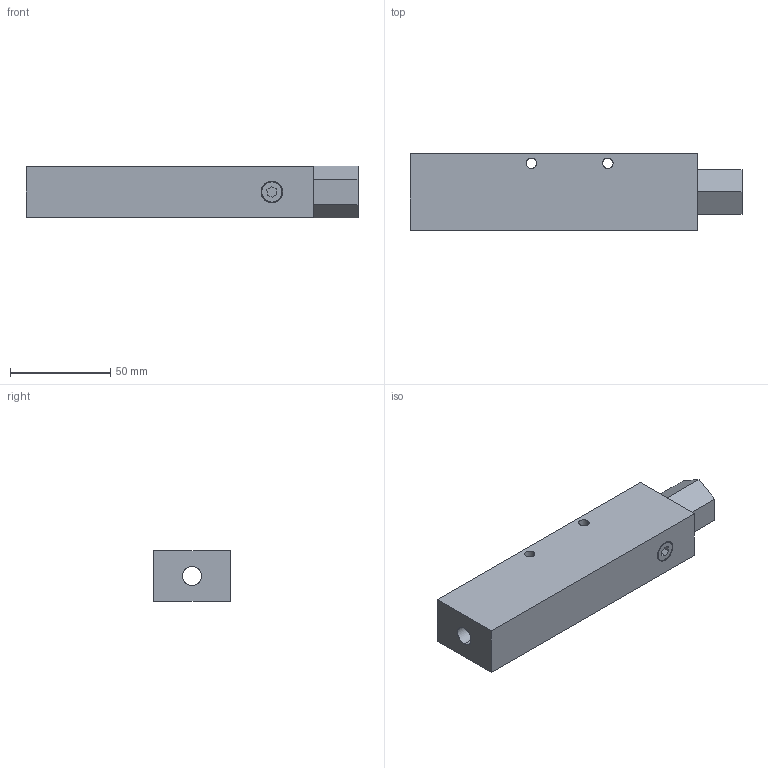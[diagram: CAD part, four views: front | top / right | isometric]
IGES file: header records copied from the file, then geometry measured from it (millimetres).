
Start section: SolidWorks IGES file using analytic representation for surfaces
Global section: file name: RAV375M.IGS; native system: SolidWorks 2008; preprocessor: SolidWorks 2008; author: Lee; date: 090615.161847; units: inch
Bounding box: 165.35 x 38.1 x 25.66 mm (x, y, z)
Surface area: 30437.5 mm2 (no closed solid volume)
Topology: 0 solids, 0 shells, 67 faces, 1006 edges, 1006 vertices
Faces by surface type: revolution 37, bspline 30
